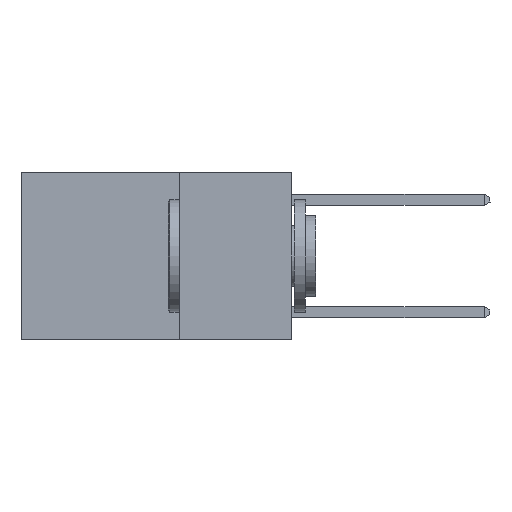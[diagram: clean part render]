
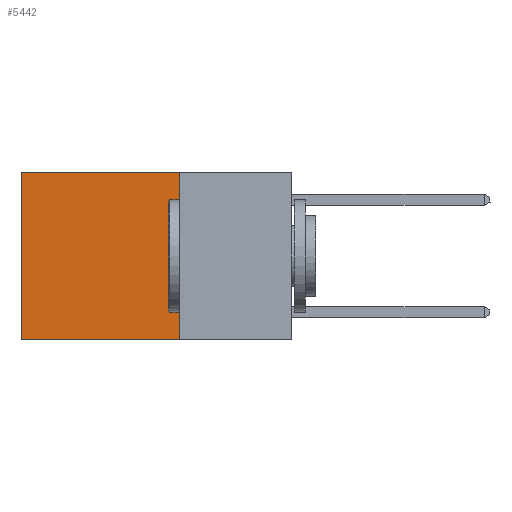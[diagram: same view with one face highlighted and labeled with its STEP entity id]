
A CAD part, left-side view. The second image highlights one B-rep face of the part: STEP entity #5442.
In plain terms, the highlighted planar face has unit normal (-1, 0, 0).
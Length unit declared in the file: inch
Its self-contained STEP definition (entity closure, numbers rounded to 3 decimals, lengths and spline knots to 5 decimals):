
#496 = CARTESIAN_POINT ( 'NONE',  ( 0.2625, 0.25, -0.37 ) ) ;
#748 = VECTOR ( 'NONE', #13935, 39.37008 ) ;
#1463 = ORIENTED_EDGE ( 'NONE', *, *, #1548, .F. ) ;
#1548 = EDGE_CURVE ( 'NONE', #10283, #7183, #5778, .T. ) ;
#1635 = CARTESIAN_POINT ( 'NONE',  ( 0.2625, 0.25, 0. ) ) ;
#2334 = DIRECTION ( 'NONE',  ( 0., 1., 0. ) ) ;
#2783 = LINE ( 'NONE', #13388, #8367 ) ;
#2899 = AXIS2_PLACEMENT_3D ( 'NONE', #13198, #14213, #14332 ) ;
#3004 = CARTESIAN_POINT ( 'NONE',  ( 0.2625, 0.6, 0. ) ) ;
#5442 = ADVANCED_FACE ( 'NONE', ( #8040 ), #15653, .F. ) ;
#5778 = LINE ( 'NONE', #13717, #748 ) ;
#5867 = CARTESIAN_POINT ( 'NONE',  ( 0.2625, 0.25, 0. ) ) ;
#6605 = EDGE_CURVE ( 'NONE', #14356, #14043, #11135, .T. ) ;
#7183 = VERTEX_POINT ( 'NONE', #496 ) ;
#7493 = ORIENTED_EDGE ( 'NONE', *, *, #6605, .T. ) ;
#7961 = ORIENTED_EDGE ( 'NONE', *, *, #16223, .F. ) ;
#8040 = FACE_OUTER_BOUND ( 'NONE', #11366, .T. ) ;
#8367 = VECTOR ( 'NONE', #2334, 39.37008 ) ;
#9206 = LINE ( 'NONE', #1635, #12454 ) ;
#9617 = CARTESIAN_POINT ( 'NONE',  ( 0.2625, 0.6, 0. ) ) ;
#10283 = VERTEX_POINT ( 'NONE', #5867 ) ;
#11135 = LINE ( 'NONE', #3004, #12951 ) ;
#11366 = EDGE_LOOP ( 'NONE', ( #7493, #7961, #1463, #13811 ) ) ;
#12048 = DIRECTION ( 'NONE',  ( 0., 0., -1. ) ) ;
#12454 = VECTOR ( 'NONE', #16050, 39.37008 ) ;
#12951 = VECTOR ( 'NONE', #12048, 39.37008 ) ;
#13198 = CARTESIAN_POINT ( 'NONE',  ( 0.2625, 0.25, 0. ) ) ;
#13388 = CARTESIAN_POINT ( 'NONE',  ( 0.2625, 0.25, -0.37 ) ) ;
#13717 = CARTESIAN_POINT ( 'NONE',  ( 0.2625, 0.25, 0. ) ) ;
#13811 = ORIENTED_EDGE ( 'NONE', *, *, #15355, .T. ) ;
#13935 = DIRECTION ( 'NONE',  ( 0., 0., -1. ) ) ;
#14043 = VERTEX_POINT ( 'NONE', #15256 ) ;
#14213 = DIRECTION ( 'NONE',  ( 1., 0., 0. ) ) ;
#14332 = DIRECTION ( 'NONE',  ( 0., 0., -1. ) ) ;
#14356 = VERTEX_POINT ( 'NONE', #9617 ) ;
#15256 = CARTESIAN_POINT ( 'NONE',  ( 0.2625, 0.6, -0.37 ) ) ;
#15355 = EDGE_CURVE ( 'NONE', #10283, #14356, #9206, .T. ) ;
#15653 = PLANE ( 'NONE',  #2899 ) ;
#16050 = DIRECTION ( 'NONE',  ( 0., 1., 0. ) ) ;
#16223 = EDGE_CURVE ( 'NONE', #7183, #14043, #2783, .T. ) ;
